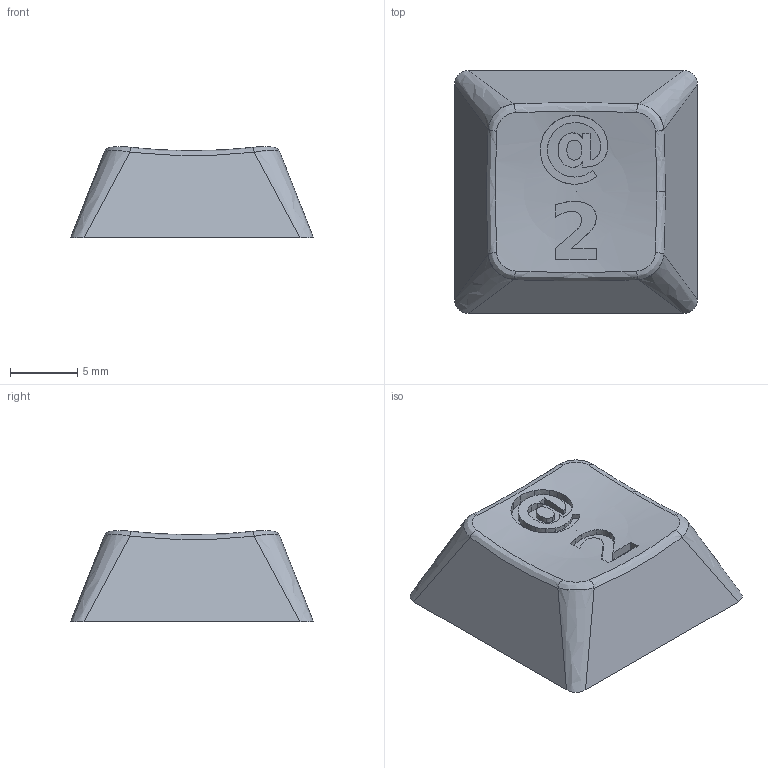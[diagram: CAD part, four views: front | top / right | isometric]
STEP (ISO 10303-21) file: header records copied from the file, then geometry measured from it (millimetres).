
FILE_DESCRIPTION(('FreeCAD Model'),'2;1');
FILE_NAME('Open CASCADE Shape Model','2024-03-01T17:35:17',(''),(''), 'Open CASCADE STEP processor 7.7','FreeCAD','Unknown');
FILE_SCHEMA(('AUTOMOTIVE_DESIGN { 1 0 10303 214 1 1 1 1 }'));
Length unit declared in the file: millimetre
Products named in the file (1): Key2
Bounding box: 18 x 18 x 6.75 mm (x, y, z)
Volume: 682.8 mm3; surface area: 1236.3 mm2
Topology: 1 solids, 1 shells, 136 faces, 361 edges, 232 vertices
Faces by surface type: extrusion 60, plane 31, bspline 21, cylinder 17, revolution 4, sphere 2, torus 1
Full cylindrical faces by diameter (mm): 5.3 x1
Entity records: 5898 total; most frequent: CARTESIAN_POINT 2888, ORIENTED_EDGE 720, DIRECTION 415, EDGE_CURVE 360, VERTEX_POINT 232, VECTOR 207, B_SPLINE_CURVE_WITH_KNOTS 200, LINE 147
